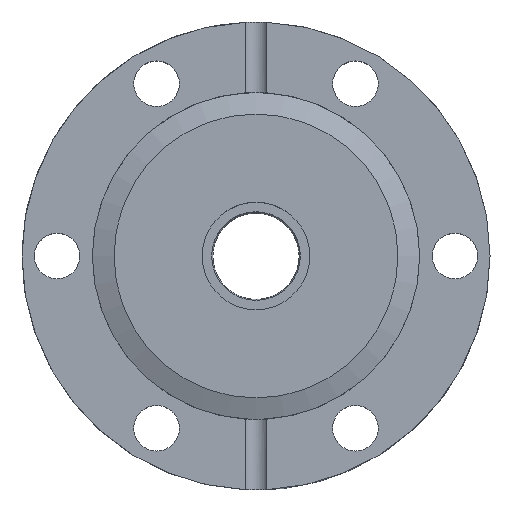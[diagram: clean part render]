
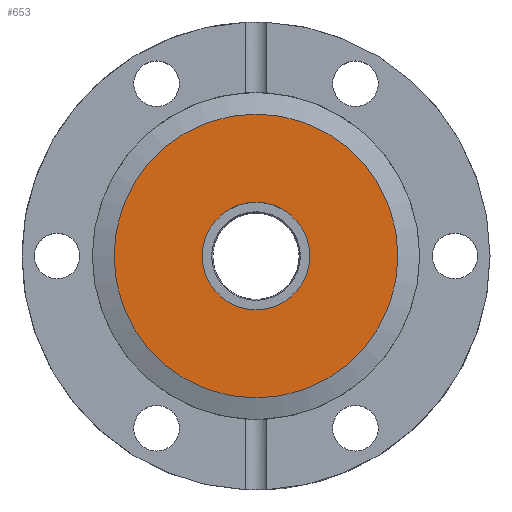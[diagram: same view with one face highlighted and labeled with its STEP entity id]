
A CAD part, top view. The second image highlights one B-rep face of the part: STEP entity #653.
In plain terms, the highlighted planar face has unit normal (0, 0, 1).
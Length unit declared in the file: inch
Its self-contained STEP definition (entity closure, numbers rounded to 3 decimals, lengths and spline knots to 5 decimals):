
#38=PLANE('',#753);
#98=FACE_BOUND('',#219,.T.);
#145=FACE_OUTER_BOUND('',#218,.T.);
#218=EDGE_LOOP('',(#507));
#219=EDGE_LOOP('',(#508));
#304=CIRCLE('',#752,0.825);
#305=CIRCLE('',#754,0.3125);
#363=VERTEX_POINT('',#1129);
#364=VERTEX_POINT('',#1132);
#424=EDGE_CURVE('',#363,#363,#304,.T.);
#425=EDGE_CURVE('',#364,#364,#305,.T.);
#507=ORIENTED_EDGE('',*,*,#424,.T.);
#508=ORIENTED_EDGE('',*,*,#425,.T.);
#653=ADVANCED_FACE('',(#145,#98),#38,.F.);
#752=AXIS2_PLACEMENT_3D('',#1130,#903,#904);
#753=AXIS2_PLACEMENT_3D('',#1131,#905,#906);
#754=AXIS2_PLACEMENT_3D('',#1133,#907,#908);
#903=DIRECTION('center_axis',(0.,0.,1.));
#904=DIRECTION('ref_axis',(0.,1.,0.));
#905=DIRECTION('center_axis',(0.,0.,-1.));
#906=DIRECTION('ref_axis',(-1.,0.,0.));
#907=DIRECTION('center_axis',(0.,0.,-1.));
#908=DIRECTION('ref_axis',(-1.,0.,0.));
#1129=CARTESIAN_POINT('',(0.,0.825,0.454));
#1130=CARTESIAN_POINT('Origin',(0.,0.,0.454));
#1131=CARTESIAN_POINT('Origin',(0.,0.4125,0.454));
#1132=CARTESIAN_POINT('',(0.3125,0.,0.454));
#1133=CARTESIAN_POINT('Origin',(0.,0.,0.454));
